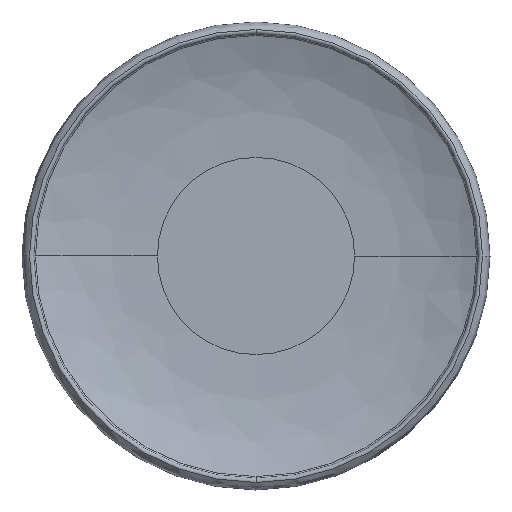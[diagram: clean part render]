
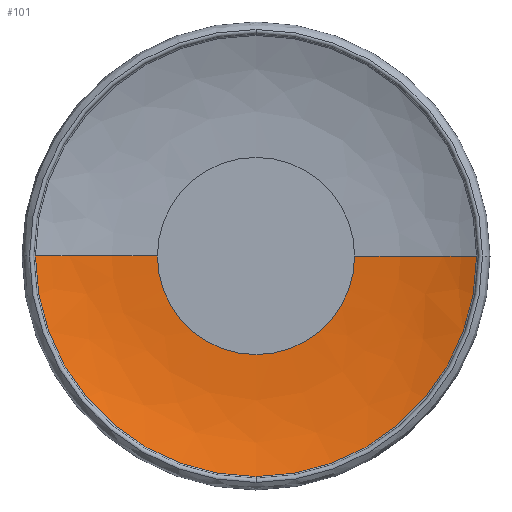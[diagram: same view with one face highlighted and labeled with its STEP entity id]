
A CAD part, front view. The second image highlights one B-rep face of the part: STEP entity #101.
In plain terms, the highlighted free-form (B-spline) face has degree [3, 3] with [4, 4] control points.
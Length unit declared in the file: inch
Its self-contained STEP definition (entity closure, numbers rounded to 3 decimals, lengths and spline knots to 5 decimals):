
#1 = CARTESIAN_POINT ( 'NONE',  ( -2.5137, -0.1, 0. ) ) ;
#19 = ORIENTED_EDGE ( 'NONE', *, *, #194, .F. ) ;
#25 = CARTESIAN_POINT ( 'NONE',  ( 3.77094, -0.46742, 0. ) ) ;
#38 = ORIENTED_EDGE ( 'NONE', *, *, #506, .F. ) ;
#39 = CARTESIAN_POINT ( 'NONE',  ( -1.68545, -0.1, 0. ) ) ;
#54 = CARTESIAN_POINT ( 'NONE',  ( 0., -0.1, 0. ) ) ;
#74 = CARTESIAN_POINT ( 'NONE',  ( 1.68545, -0.1, -3.37091 ) ) ;
#91 = CIRCLE ( 'NONE', #366, 3.77094 ) ;
#101 = ADVANCED_FACE ( 'NONE', ( #533 ), #535, .T. ) ;
#104 = CARTESIAN_POINT ( 'NONE',  ( 0., -0.46742, 0. ) ) ;
#119 = CARTESIAN_POINT ( 'NONE',  ( 3.25876, -0.23126, -6.51752 ) ) ;
#146 = DIRECTION ( 'NONE',  ( 0., -1., 0. ) ) ;
#148 = DIRECTION ( 'NONE',  ( 0., 0., -1. ) ) ;
#162 = AXIS2_PLACEMENT_3D ( 'NONE', #54, #427, #148 ) ;
#170 = CARTESIAN_POINT ( 'NONE',  ( 1.68545, -0.1, 0. ) ) ;
#172 = CARTESIAN_POINT ( 'NONE',  ( 3.25876, -0.23126, 0. ) ) ;
#194 = EDGE_CURVE ( 'NONE', #624, #615, #444, .T. ) ;
#210 = CARTESIAN_POINT ( 'NONE',  ( 0., -0.46742, 0. ) ) ;
#213 =( BOUNDED_CURVE ( )  B_SPLINE_CURVE ( 3, ( #438, #1, #478, #215 ),
 .UNSPECIFIED., .F., .F. ) 
 B_SPLINE_CURVE_WITH_KNOTS ( ( 4, 4 ),
 ( 1.5708, 2.47491 ),
 .UNSPECIFIED. ) 
 CURVE ( )  GEOMETRIC_REPRESENTATION_ITEM ( )  RATIONAL_B_SPLINE_CURVE ( ( 1., 0.933, 0.933, 1. ) ) 
 REPRESENTATION_ITEM ( '' )  );
#215 = CARTESIAN_POINT ( 'NONE',  ( -3.77094, -0.46742, 0. ) ) ;
#219 = CARTESIAN_POINT ( 'NONE',  ( 2.5137, -0.1, -5.02741 ) ) ;
#222 = CARTESIAN_POINT ( 'NONE',  ( -3.77094, -0.46742, 0. ) ) ;
#233 = CARTESIAN_POINT ( 'NONE',  ( 3.25876, -0.23126, 0. ) ) ;
#244 = CARTESIAN_POINT ( 'NONE',  ( 3.77094, -0.46742, 0. ) ) ;
#247 = ORIENTED_EDGE ( 'NONE', *, *, #471, .T. ) ;
#263 = CARTESIAN_POINT ( 'NONE',  ( 3.77094, -0.46742, -7.54187 ) ) ;
#264 = CARTESIAN_POINT ( 'NONE',  ( -2.5137, -0.1, -5.02741 ) ) ;
#296 = DIRECTION ( 'NONE',  ( 0., -1., 0. ) ) ;
#313 = VERTEX_POINT ( 'NONE', #39 ) ;
#324 = CARTESIAN_POINT ( 'NONE',  ( -3.77094, -0.46742, 0. ) ) ;
#345 = CARTESIAN_POINT ( 'NONE',  ( -3.25876, -0.23126, 0. ) ) ;
#356 = AXIS2_PLACEMENT_3D ( 'NONE', #104, #146, #519 ) ;
#362 = VERTEX_POINT ( 'NONE', #523 ) ;
#366 = AXIS2_PLACEMENT_3D ( 'NONE', #210, #296, #397 ) ;
#377 = ORIENTED_EDGE ( 'NONE', *, *, #410, .T. ) ;
#382 = CARTESIAN_POINT ( 'NONE',  ( 1.68545, -0.1, 0. ) ) ;
#397 = DIRECTION ( 'NONE',  ( 0., 0., -1. ) ) ;
#406 = CARTESIAN_POINT ( 'NONE',  ( -2.5137, -0.1, 0. ) ) ;
#410 = EDGE_CURVE ( 'NONE', #572, #362, #91, .T. ) ;
#413 = ORIENTED_EDGE ( 'NONE', *, *, #597, .T. ) ;
#427 = DIRECTION ( 'NONE',  ( 0., -1., 0. ) ) ;
#438 = CARTESIAN_POINT ( 'NONE',  ( -1.68545, -0.1, 0. ) ) ;
#441 = CARTESIAN_POINT ( 'NONE',  ( 1.68545, -0.1, 0. ) ) ;
#444 =( BOUNDED_CURVE ( )  B_SPLINE_CURVE ( 3, ( #170, #507, #233, #497 ),
 .UNSPECIFIED., .F., .T. ) 
 B_SPLINE_CURVE_WITH_KNOTS ( ( 4, 4 ),
 ( 1.5708, 2.47491 ),
 .UNSPECIFIED. ) 
 CURVE ( )  GEOMETRIC_REPRESENTATION_ITEM ( )  RATIONAL_B_SPLINE_CURVE ( ( 1., 0.933, 0.933, 1. ) ) 
 REPRESENTATION_ITEM ( '' )  );
#471 = EDGE_CURVE ( 'NONE', #313, #572, #213, .T. ) ;
#478 = CARTESIAN_POINT ( 'NONE',  ( -3.25876, -0.23126, 0. ) ) ;
#484 = EDGE_LOOP ( 'NONE', ( #38, #247, #377, #413, #19 ) ) ;
#488 = CARTESIAN_POINT ( 'NONE',  ( -3.25876, -0.23126, -6.51752 ) ) ;
#494 = CARTESIAN_POINT ( 'NONE',  ( 2.5137, -0.1, 0. ) ) ;
#497 = CARTESIAN_POINT ( 'NONE',  ( 3.77094, -0.46742, 0. ) ) ;
#506 = EDGE_CURVE ( 'NONE', #313, #624, #566, .T. ) ;
#507 = CARTESIAN_POINT ( 'NONE',  ( 2.5137, -0.1, 0. ) ) ;
#519 = DIRECTION ( 'NONE',  ( 0., 0., -1. ) ) ;
#523 = CARTESIAN_POINT ( 'NONE',  ( 0., -0.46742, -3.77094 ) ) ;
#525 = CIRCLE ( 'NONE', #356, 3.77094 ) ;
#533 = FACE_OUTER_BOUND ( 'NONE', #484, .T. ) ;
#535 =( BOUNDED_SURFACE ( )  B_SPLINE_SURFACE ( 3, 3, ( 
 ( #551, #548, #74, #441 ),
 ( #406, #264, #219, #494 ),
 ( #345, #488, #119, #172 ),
 ( #222, #550, #263, #25 ) ),
 .UNSPECIFIED., .F., .F., .F. ) 
 B_SPLINE_SURFACE_WITH_KNOTS ( ( 4, 4 ),
 ( 4, 4 ),
 ( 0., 1. ),
 ( 0., 1. ),
 .UNSPECIFIED. ) 
 GEOMETRIC_REPRESENTATION_ITEM ( )  RATIONAL_B_SPLINE_SURFACE ( (
 ( 1., 0.333, 0.333, 1.),
 ( 0.933, 0.311, 0.311, 0.933),
 ( 0.933, 0.311, 0.311, 0.933),
 ( 1., 0.333, 0.333, 1.) ) ) 
 REPRESENTATION_ITEM ( '' )  SURFACE ( )  );
#548 = CARTESIAN_POINT ( 'NONE',  ( -1.68545, -0.1, -3.37091 ) ) ;
#550 = CARTESIAN_POINT ( 'NONE',  ( -3.77094, -0.46742, -7.54187 ) ) ;
#551 = CARTESIAN_POINT ( 'NONE',  ( -1.68545, -0.1, 0. ) ) ;
#566 = CIRCLE ( 'NONE', #162, 1.68545 ) ;
#572 = VERTEX_POINT ( 'NONE', #324 ) ;
#597 = EDGE_CURVE ( 'NONE', #362, #615, #525, .T. ) ;
#615 = VERTEX_POINT ( 'NONE', #244 ) ;
#624 = VERTEX_POINT ( 'NONE', #382 ) ;
